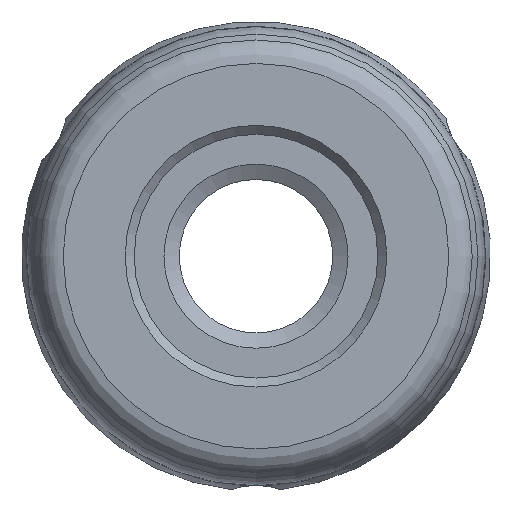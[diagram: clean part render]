
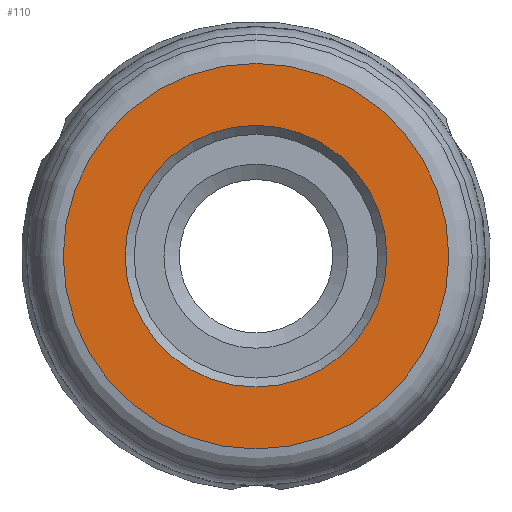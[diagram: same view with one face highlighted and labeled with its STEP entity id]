
A CAD part, front view. The second image highlights one B-rep face of the part: STEP entity #110.
In plain terms, the highlighted planar face has unit normal (0, -1, 0).
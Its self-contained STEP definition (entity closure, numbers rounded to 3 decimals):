
#57 = CARTESIAN_POINT ( 'NONE',  ( 10.679, -15.5, 0. ) ) ;
#68 = DIRECTION ( 'NONE',  ( -1., 0., 0. ) ) ;
#97 = VERTEX_POINT ( 'NONE', #654 ) ;
#110 = ADVANCED_FACE ( 'NONE', ( #1060, #612 ), #245, .F. ) ;
#148 = CARTESIAN_POINT ( 'NONE',  ( -10.679, -15.5, 0. ) ) ;
#188 = DIRECTION ( 'NONE',  ( -1., 0., 0. ) ) ;
#204 = DIRECTION ( 'NONE',  ( 0., 1., 0. ) ) ;
#245 = PLANE ( 'NONE',  #1025 ) ;
#262 = AXIS2_PLACEMENT_3D ( 'NONE', #552, #204, #799 ) ;
#309 = EDGE_LOOP ( 'NONE', ( #1026 ) ) ;
#340 = EDGE_CURVE ( 'NONE', #97, #97, #869, .T. ) ;
#348 = AXIS2_PLACEMENT_3D ( 'NONE', #782, #695, #188 ) ;
#363 = VERTEX_POINT ( 'NONE', #148 ) ;
#450 = EDGE_CURVE ( 'NONE', #363, #363, #1037, .T. ) ;
#505 = ORIENTED_EDGE ( 'NONE', *, *, #450, .F. ) ;
#552 = CARTESIAN_POINT ( 'NONE',  ( 0., -15.5, 0. ) ) ;
#612 = FACE_BOUND ( 'NONE', #309, .T. ) ;
#621 = EDGE_LOOP ( 'NONE', ( #505 ) ) ;
#654 = CARTESIAN_POINT ( 'NONE',  ( -7.25, -15.5, 0. ) ) ;
#695 = DIRECTION ( 'NONE',  ( 0., 1., 0. ) ) ;
#742 = DIRECTION ( 'NONE',  ( 0., 1., 0. ) ) ;
#782 = CARTESIAN_POINT ( 'NONE',  ( 0., -15.5, 0. ) ) ;
#799 = DIRECTION ( 'NONE',  ( -1., 0., 0. ) ) ;
#869 = CIRCLE ( 'NONE', #348, 7.25 ) ;
#1025 = AXIS2_PLACEMENT_3D ( 'NONE', #57, #742, #68 ) ;
#1026 = ORIENTED_EDGE ( 'NONE', *, *, #340, .T. ) ;
#1037 = CIRCLE ( 'NONE', #262, 10.679 ) ;
#1060 = FACE_OUTER_BOUND ( 'NONE', #621, .T. ) ;
